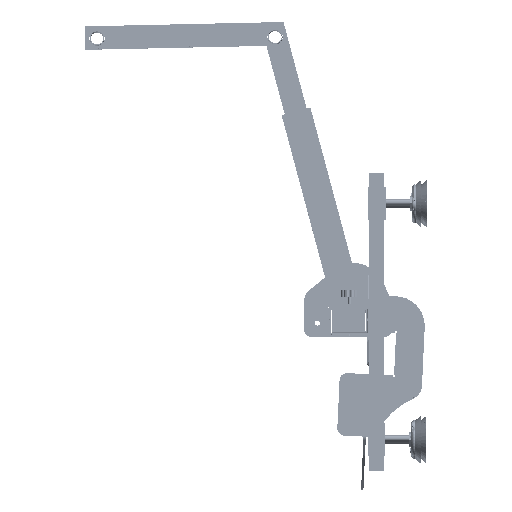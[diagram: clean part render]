
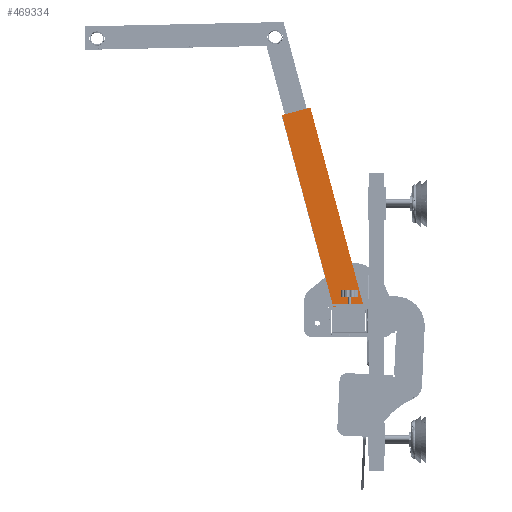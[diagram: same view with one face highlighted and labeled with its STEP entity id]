
A CAD part, top view. The second image highlights one B-rep face of the part: STEP entity #469334.
In plain terms, the highlighted planar face has unit normal (0, 0, 1).
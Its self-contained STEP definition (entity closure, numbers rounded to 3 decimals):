
#469137 = EDGE_CURVE('',#469138,#469140,#469142,.T.);
#469138 = VERTEX_POINT('',#469139);
#469139 = CARTESIAN_POINT('',(-54.388,48.,
    4018.));
#469140 = VERTEX_POINT('',#469141);
#469141 = CARTESIAN_POINT('',(49.14,48.,
    4018.));
#469142 = LINE('',#469143,#469144);
#469143 = CARTESIAN_POINT('',(-54.388,48.,
    4018.));
#469144 = VECTOR('',#469145,1.);
#469145 = DIRECTION('',(1.,0.,0.));
#469334 = ADVANCED_FACE('',(#469335),#469360,.T.);
#469335 = FACE_BOUND('',#469336,.T.);
#469336 = EDGE_LOOP('',(#469337,#469338,#469346,#469354));
#469337 = ORIENTED_EDGE('',*,*,#469137,.T.);
#469338 = ORIENTED_EDGE('',*,*,#469339,.F.);
#469339 = EDGE_CURVE('',#469340,#469140,#469342,.T.);
#469340 = VERTEX_POINT('',#469341);
#469341 = CARTESIAN_POINT('',(-132.034,724.148,
    4018.));
#469342 = LINE('',#469343,#469344);
#469343 = CARTESIAN_POINT('',(-132.034,724.148,
    4018.));
#469344 = VECTOR('',#469345,1.);
#469345 = DIRECTION('',(0.259,-0.966,0.));
#469346 = ORIENTED_EDGE('',*,*,#469347,.F.);
#469347 = EDGE_CURVE('',#469348,#469340,#469350,.T.);
#469348 = VERTEX_POINT('',#469349);
#469349 = CARTESIAN_POINT('',(-228.626,698.266,
    4018.));
#469350 = LINE('',#469351,#469352);
#469351 = CARTESIAN_POINT('',(-228.626,698.266,
    4018.));
#469352 = VECTOR('',#469353,1.);
#469353 = DIRECTION('',(0.966,0.259,
    0.));
#469354 = ORIENTED_EDGE('',*,*,#469355,.T.);
#469355 = EDGE_CURVE('',#469348,#469138,#469356,.T.);
#469356 = LINE('',#469357,#469358);
#469357 = CARTESIAN_POINT('',(-228.626,698.266,
    4018.));
#469358 = VECTOR('',#469359,1.);
#469359 = DIRECTION('',(0.259,-0.966,0.));
#469360 = PLANE('',#469361);
#469361 = AXIS2_PLACEMENT_3D('',#469362,#469363,#469364);
#469362 = CARTESIAN_POINT('',(-132.034,724.148,
    4018.));
#469363 = DIRECTION('',(0.,0.,1.));
#469364 = DIRECTION('',(-0.966,-0.259,
    0.));
